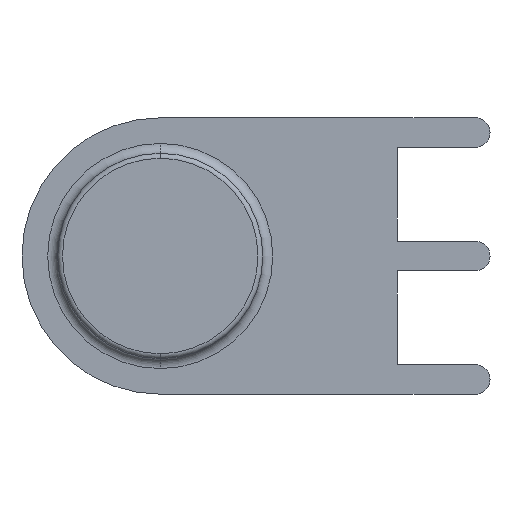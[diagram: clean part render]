
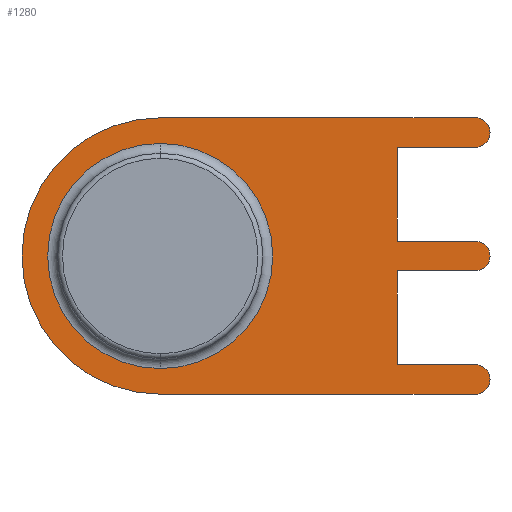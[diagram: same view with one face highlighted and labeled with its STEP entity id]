
A CAD part, left-side view. The second image highlights one B-rep face of the part: STEP entity #1280.
In plain terms, the highlighted planar face has unit normal (-1, 0, 0).
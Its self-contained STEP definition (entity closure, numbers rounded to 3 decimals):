
#7 = DIRECTION ( 'NONE',  ( 0., 0., -1. ) ) ;
#23 = CARTESIAN_POINT ( 'NONE',  ( 3.25, -12., -5.5 ) ) ;
#81 = CARTESIAN_POINT ( 'NONE',  ( 3.25, -15.95, -0.75 ) ) ;
#87 = CARTESIAN_POINT ( 'NONE',  ( 3.25, -12., -0.75 ) ) ;
#106 = VERTEX_POINT ( 'NONE', #926 ) ;
#107 = CARTESIAN_POINT ( 'NONE',  ( 3.25, -12., -5.5 ) ) ;
#125 = EDGE_CURVE ( 'NONE', #594, #531, #600, .T. ) ;
#134 = VECTOR ( 'NONE', #534, 1000. ) ;
#149 = AXIS2_PLACEMENT_3D ( 'NONE', #1104, #412, #276 ) ;
#156 = VERTEX_POINT ( 'NONE', #410 ) ;
#165 = EDGE_CURVE ( 'NONE', #1031, #911, #1437, .T. ) ;
#194 = ORIENTED_EDGE ( 'NONE', *, *, #336, .F. ) ;
#197 = DIRECTION ( 'NONE',  ( 1., 0., 0. ) ) ;
#199 = ORIENTED_EDGE ( 'NONE', *, *, #592, .F. ) ;
#209 = EDGE_CURVE ( 'NONE', #531, #156, #274, .T. ) ;
#225 = ORIENTED_EDGE ( 'NONE', *, *, #165, .F. ) ;
#226 = CARTESIAN_POINT ( 'NONE',  ( 3.25, 0., 0. ) ) ;
#234 = FACE_OUTER_BOUND ( 'NONE', #443, .T. ) ;
#242 = CARTESIAN_POINT ( 'NONE',  ( 3.25, 0., 0. ) ) ;
#246 = DIRECTION ( 'NONE',  ( 1., 0., 0. ) ) ;
#258 = DIRECTION ( 'NONE',  ( 0., 0., -1. ) ) ;
#272 = CARTESIAN_POINT ( 'NONE',  ( 3.25, -15.95, 5.5 ) ) ;
#274 = LINE ( 'NONE', #1206, #482 ) ;
#276 = DIRECTION ( 'NONE',  ( 0., 0., -1. ) ) ;
#281 = DIRECTION ( 'NONE',  ( 0., -1., 0. ) ) ;
#282 = VECTOR ( 'NONE', #991, 1000. ) ;
#295 = EDGE_LOOP ( 'NONE', ( #1234, #1201 ) ) ;
#303 = CIRCLE ( 'NONE', #1209, 0.75 ) ;
#336 = EDGE_CURVE ( 'NONE', #943, #106, #1136, .T. ) ;
#339 = CARTESIAN_POINT ( 'NONE',  ( 3.25, -12., 0.75 ) ) ;
#350 = DIRECTION ( 'NONE',  ( 0., 0., -1. ) ) ;
#360 = VECTOR ( 'NONE', #1003, 1000. ) ;
#363 = EDGE_CURVE ( 'NONE', #1329, #970, #457, .T. ) ;
#403 = ORIENTED_EDGE ( 'NONE', *, *, #568, .F. ) ;
#410 = CARTESIAN_POINT ( 'NONE',  ( 3.25, -15.95, 7. ) ) ;
#412 = DIRECTION ( 'NONE',  ( 1., 0., 0. ) ) ;
#433 = VERTEX_POINT ( 'NONE', #107 ) ;
#436 = VECTOR ( 'NONE', #1327, 1000. ) ;
#441 = CIRCLE ( 'NONE', #1507, 0.75 ) ;
#443 = EDGE_LOOP ( 'NONE', ( #657, #978, #763, #451, #616, #194, #631, #225, #403, #199, #642, #1214 ) ) ;
#451 = ORIENTED_EDGE ( 'NONE', *, *, #772, .F. ) ;
#457 = CIRCLE ( 'NONE', #1317, 0.75 ) ;
#482 = VECTOR ( 'NONE', #281, 1000. ) ;
#493 = CARTESIAN_POINT ( 'NONE',  ( 3.25, -12., 0.75 ) ) ;
#494 = CARTESIAN_POINT ( 'NONE',  ( 3.25, -15.95, 0.75 ) ) ;
#498 = AXIS2_PLACEMENT_3D ( 'NONE', #226, #579, #7 ) ;
#510 = CARTESIAN_POINT ( 'NONE',  ( 3.25, -15.95, 6.25 ) ) ;
#525 = AXIS2_PLACEMENT_3D ( 'NONE', #1260, #197, #1371 ) ;
#531 = VERTEX_POINT ( 'NONE', #1222 ) ;
#534 = DIRECTION ( 'NONE',  ( 0., 0., -1. ) ) ;
#537 = VERTEX_POINT ( 'NONE', #272 ) ;
#568 = EDGE_CURVE ( 'NONE', #1199, #1031, #906, .T. ) ;
#579 = DIRECTION ( 'NONE',  ( 1., 0., 0. ) ) ;
#592 = EDGE_CURVE ( 'NONE', #537, #1199, #1482, .T. ) ;
#594 = VERTEX_POINT ( 'NONE', #799 ) ;
#596 = PLANE ( 'NONE',  #498 ) ;
#600 = CIRCLE ( 'NONE', #1119, 7. ) ;
#616 = ORIENTED_EDGE ( 'NONE', *, *, #1042, .F. ) ;
#631 = ORIENTED_EDGE ( 'NONE', *, *, #1240, .F. ) ;
#642 = ORIENTED_EDGE ( 'NONE', *, *, #1331, .F. ) ;
#645 = CARTESIAN_POINT ( 'NONE',  ( 3.25, -12., 5.5 ) ) ;
#657 = ORIENTED_EDGE ( 'NONE', *, *, #125, .F. ) ;
#668 = CARTESIAN_POINT ( 'NONE',  ( 3.25, -15.95, -7. ) ) ;
#672 = EDGE_CURVE ( 'NONE', #683, #1030, #743, .T. ) ;
#683 = VERTEX_POINT ( 'NONE', #1029 ) ;
#715 = DIRECTION ( 'NONE',  ( 1., 0., 0. ) ) ;
#743 = CIRCLE ( 'NONE', #525, 5.7 ) ;
#763 = ORIENTED_EDGE ( 'NONE', *, *, #363, .F. ) ;
#772 = EDGE_CURVE ( 'NONE', #433, #1329, #1050, .T. ) ;
#793 = DIRECTION ( 'NONE',  ( 1., 0., 0. ) ) ;
#799 = CARTESIAN_POINT ( 'NONE',  ( 3.25, 0., -7. ) ) ;
#803 = LINE ( 'NONE', #1413, #1387 ) ;
#881 = DIRECTION ( 'NONE',  ( 0., 1., 0. ) ) ;
#906 = LINE ( 'NONE', #1145, #134 ) ;
#911 = VERTEX_POINT ( 'NONE', #494 ) ;
#926 = CARTESIAN_POINT ( 'NONE',  ( 3.25, -12., -0.75 ) ) ;
#943 = VERTEX_POINT ( 'NONE', #81 ) ;
#955 = CARTESIAN_POINT ( 'NONE',  ( 3.25, -15.95, -5.5 ) ) ;
#970 = VERTEX_POINT ( 'NONE', #668 ) ;
#978 = ORIENTED_EDGE ( 'NONE', *, *, #1501, .F. ) ;
#986 = VECTOR ( 'NONE', #1283, 1000. ) ;
#989 = LINE ( 'NONE', #1485, #1182 ) ;
#991 = DIRECTION ( 'NONE',  ( 0., 1., 0. ) ) ;
#1003 = DIRECTION ( 'NONE',  ( 0., 1., 0. ) ) ;
#1029 = CARTESIAN_POINT ( 'NONE',  ( 3.25, 0., 5.7 ) ) ;
#1030 = VERTEX_POINT ( 'NONE', #1173 ) ;
#1031 = VERTEX_POINT ( 'NONE', #339 ) ;
#1042 = EDGE_CURVE ( 'NONE', #106, #433, #803, .T. ) ;
#1049 = FACE_BOUND ( 'NONE', #295, .T. ) ;
#1050 = LINE ( 'NONE', #23, #986 ) ;
#1069 = DIRECTION ( 'NONE',  ( 0., 0., -1. ) ) ;
#1083 = CIRCLE ( 'NONE', #149, 5.7 ) ;
#1104 = CARTESIAN_POINT ( 'NONE',  ( 3.25, 0., 0. ) ) ;
#1119 = AXIS2_PLACEMENT_3D ( 'NONE', #242, #715, #1069 ) ;
#1126 = CARTESIAN_POINT ( 'NONE',  ( 3.25, -15.95, -6.25 ) ) ;
#1136 = LINE ( 'NONE', #87, #282 ) ;
#1145 = CARTESIAN_POINT ( 'NONE',  ( 3.25, -12., 5.5 ) ) ;
#1154 = CARTESIAN_POINT ( 'NONE',  ( 3.25, -12., 5.5 ) ) ;
#1164 = EDGE_CURVE ( 'NONE', #1030, #683, #1083, .T. ) ;
#1173 = CARTESIAN_POINT ( 'NONE',  ( 3.25, 0., -5.7 ) ) ;
#1182 = VECTOR ( 'NONE', #881, 1000. ) ;
#1199 = VERTEX_POINT ( 'NONE', #645 ) ;
#1201 = ORIENTED_EDGE ( 'NONE', *, *, #672, .T. ) ;
#1206 = CARTESIAN_POINT ( 'NONE',  ( 3.25, -12., 7. ) ) ;
#1209 = AXIS2_PLACEMENT_3D ( 'NONE', #510, #246, #258 ) ;
#1214 = ORIENTED_EDGE ( 'NONE', *, *, #209, .F. ) ;
#1222 = CARTESIAN_POINT ( 'NONE',  ( 3.25, 0., 7. ) ) ;
#1234 = ORIENTED_EDGE ( 'NONE', *, *, #1164, .T. ) ;
#1240 = EDGE_CURVE ( 'NONE', #911, #943, #441, .T. ) ;
#1260 = CARTESIAN_POINT ( 'NONE',  ( 3.25, 0., 0. ) ) ;
#1269 = DIRECTION ( 'NONE',  ( 0., 0., -1. ) ) ;
#1280 = ADVANCED_FACE ( 'NONE', ( #1049, #234 ), #596, .F. ) ;
#1283 = DIRECTION ( 'NONE',  ( 0., -1., 0. ) ) ;
#1301 = CARTESIAN_POINT ( 'NONE',  ( 3.25, -15.95, 0. ) ) ;
#1317 = AXIS2_PLACEMENT_3D ( 'NONE', #1126, #1514, #1480 ) ;
#1327 = DIRECTION ( 'NONE',  ( 0., -1., 0. ) ) ;
#1329 = VERTEX_POINT ( 'NONE', #955 ) ;
#1331 = EDGE_CURVE ( 'NONE', #156, #537, #303, .T. ) ;
#1371 = DIRECTION ( 'NONE',  ( 0., 0., -1. ) ) ;
#1387 = VECTOR ( 'NONE', #350, 1000. ) ;
#1413 = CARTESIAN_POINT ( 'NONE',  ( 3.25, -12., -0.75 ) ) ;
#1437 = LINE ( 'NONE', #493, #436 ) ;
#1480 = DIRECTION ( 'NONE',  ( 0., 0., -1. ) ) ;
#1482 = LINE ( 'NONE', #1154, #360 ) ;
#1485 = CARTESIAN_POINT ( 'NONE',  ( 3.25, 0., -7. ) ) ;
#1501 = EDGE_CURVE ( 'NONE', #970, #594, #989, .T. ) ;
#1507 = AXIS2_PLACEMENT_3D ( 'NONE', #1301, #793, #1269 ) ;
#1514 = DIRECTION ( 'NONE',  ( 1., 0., 0. ) ) ;
